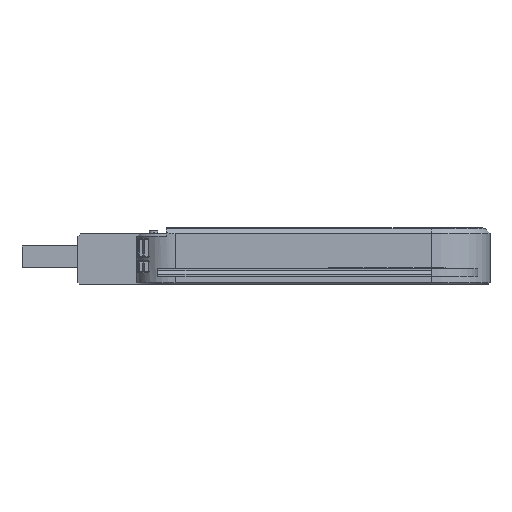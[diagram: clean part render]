
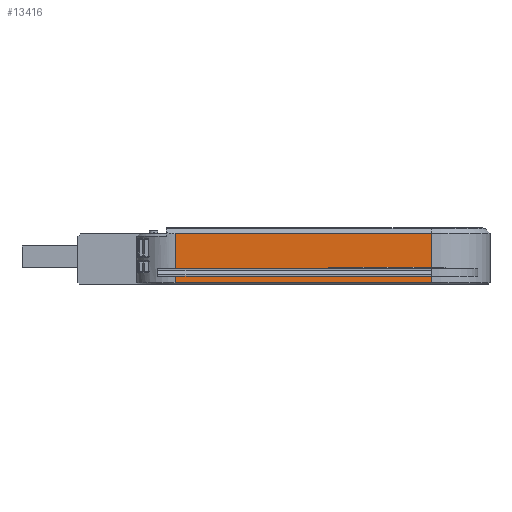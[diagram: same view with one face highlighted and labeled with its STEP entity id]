
A CAD part, left-side view. The second image highlights one B-rep face of the part: STEP entity #13416.
In plain terms, the highlighted planar face has unit normal (-1, 0, 0).
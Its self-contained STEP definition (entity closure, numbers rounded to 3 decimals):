
#874=FACE_OUTER_BOUND('',#1629,.T.);
#1629=EDGE_LOOP('',(#10940,#10941,#10942,#10943));
#2753=LINE('',#20222,#4447);
#2756=LINE('',#20232,#4450);
#3086=LINE('',#20901,#4780);
#3089=LINE('',#20912,#4783);
#4447=VECTOR('',#16206,10.);
#4450=VECTOR('',#16219,10.);
#4780=VECTOR('',#16871,10.);
#4783=VECTOR('',#16882,10.);
#6022=VERTEX_POINT('',#20219);
#6023=VERTEX_POINT('',#20221);
#6024=VERTEX_POINT('',#20229);
#6175=VERTEX_POINT('',#20899);
#7455=EDGE_CURVE('',#6022,#6023,#2753,.T.);
#7460=EDGE_CURVE('',#6022,#6024,#2756,.T.);
#7811=EDGE_CURVE('',#6023,#6175,#3086,.T.);
#7817=EDGE_CURVE('',#6175,#6024,#3089,.T.);
#10940=ORIENTED_EDGE('',*,*,#7460,.T.);
#10941=ORIENTED_EDGE('',*,*,#7817,.F.);
#10942=ORIENTED_EDGE('',*,*,#7811,.F.);
#10943=ORIENTED_EDGE('',*,*,#7455,.F.);
#12742=PLANE('',#14325);
#13416=ADVANCED_FACE('',(#874),#12742,.T.);
#14325=AXIS2_PLACEMENT_3D('',#21092,#17103,#17104);
#16206=DIRECTION('',(0.,0.,-1.));
#16219=DIRECTION('',(0.,1.,0.));
#16871=DIRECTION('',(0.,1.,0.));
#16882=DIRECTION('',(0.,0.,1.));
#17103=DIRECTION('center_axis',(-1.,0.,0.));
#17104=DIRECTION('ref_axis',(0.,1.,0.));
#20219=CARTESIAN_POINT('',(-52.466,-30.6,17.5));
#20221=CARTESIAN_POINT('',(-52.466,-30.6,0.75));
#20222=CARTESIAN_POINT('',(-52.466,-30.6,2.2));
#20229=CARTESIAN_POINT('',(-52.466,56.4,17.5));
#20232=CARTESIAN_POINT('',(-52.466,-23.1,17.5));
#20899=CARTESIAN_POINT('',(-52.466,56.4,0.75));
#20901=CARTESIAN_POINT('',(-52.466,-10.6,0.75));
#20912=CARTESIAN_POINT('',(-52.466,56.4,2.2));
#21092=CARTESIAN_POINT('Origin',(-52.466,-30.6,2.2));
